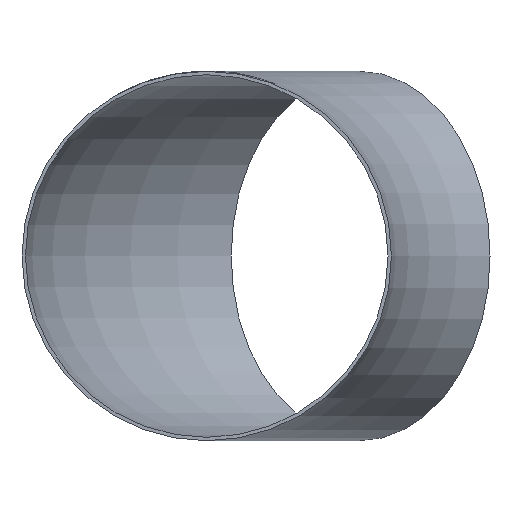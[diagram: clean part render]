
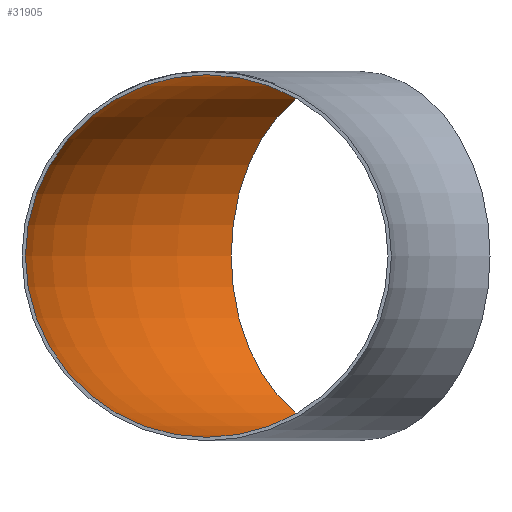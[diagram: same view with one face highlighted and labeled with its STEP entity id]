
A CAD part, front view. The second image highlights one B-rep face of the part: STEP entity #31905.
In plain terms, the highlighted toroidal (fillet/blend) face has major radius 457 mm and minor radius 158.95 mm.
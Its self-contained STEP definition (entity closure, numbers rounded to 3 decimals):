
#333 = CIRCLE ( 'NONE', #12445, 158.95 ) ;
#658 = FACE_OUTER_BOUND ( 'NONE', #31993, .T. ) ;
#2019 = CIRCLE ( 'NONE', #25716, 158.95 ) ;
#3261 = CARTESIAN_POINT ( 'NONE',  ( -435.542, 435.542, 0. ) ) ;
#3419 = CARTESIAN_POINT ( 'NONE',  ( 0., 0., 0. ) ) ;
#3847 = DIRECTION ( 'NONE',  ( 0., 1., 0. ) ) ;
#4811 = ORIENTED_EDGE ( 'NONE', *, *, #6835, .F. ) ;
#5215 = CARTESIAN_POINT ( 'NONE',  ( -323.148, 323.148, 0. ) ) ;
#6835 = EDGE_CURVE ( 'NONE', #12929, #12929, #2019, .T. ) ;
#8637 = DIRECTION ( 'NONE',  ( -1., 0., 0. ) ) ;
#9563 = CARTESIAN_POINT ( 'NONE',  ( -457., 0., 0. ) ) ;
#10056 = DIRECTION ( 'NONE',  ( -0.707, 0.707, 0. ) ) ;
#12445 = AXIS2_PLACEMENT_3D ( 'NONE', #5215, #13313, #10056 ) ;
#12480 = EDGE_LOOP ( 'NONE', ( #15790 ) ) ;
#12929 = VERTEX_POINT ( 'NONE', #27580 ) ;
#13313 = DIRECTION ( 'NONE',  ( 0.707, 0.707, 0. ) ) ;
#14381 = DIRECTION ( 'NONE',  ( 0., 0., 1. ) ) ;
#15790 = ORIENTED_EDGE ( 'NONE', *, *, #31277, .T. ) ;
#16317 = TOROIDAL_SURFACE ( 'NONE', #27334, 457., 158.95 ) ;
#19296 = FACE_OUTER_BOUND ( 'NONE', #12480, .T. ) ;
#25716 = AXIS2_PLACEMENT_3D ( 'NONE', #9563, #3847, #14381 ) ;
#27334 = AXIS2_PLACEMENT_3D ( 'NONE', #3419, #32233, #8637 ) ;
#27580 = CARTESIAN_POINT ( 'NONE',  ( -457., 0., 158.95 ) ) ;
#29834 = VERTEX_POINT ( 'NONE', #3261 ) ;
#31277 = EDGE_CURVE ( 'NONE', #29834, #29834, #333, .T. ) ;
#31905 = ADVANCED_FACE ( 'NONE', ( #19296, #658 ), #16317, .F. ) ;
#31993 = EDGE_LOOP ( 'NONE', ( #4811 ) ) ;
#32233 = DIRECTION ( 'NONE',  ( 0., 0., -1. ) ) ;
